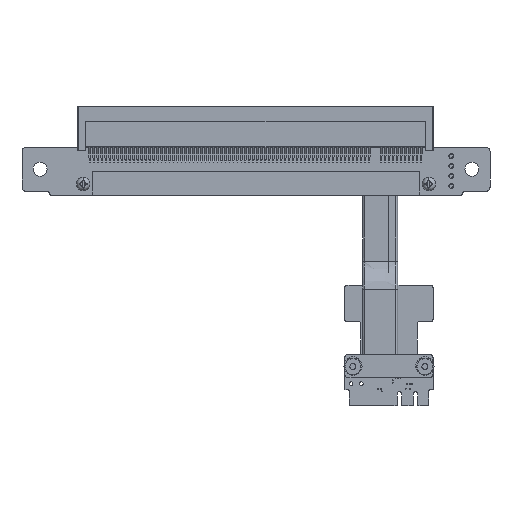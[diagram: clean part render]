
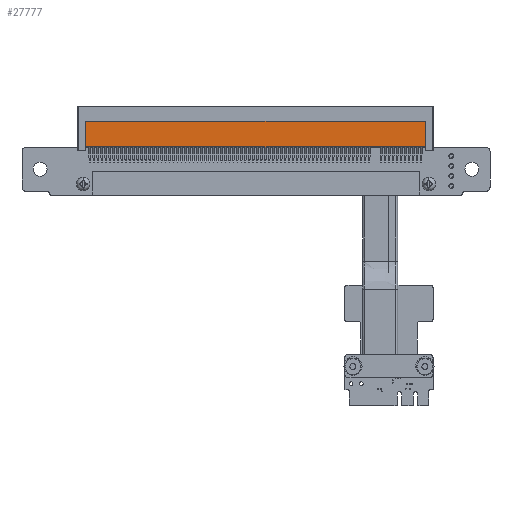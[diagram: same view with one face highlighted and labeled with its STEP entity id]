
A CAD part, top view. The second image highlights one B-rep face of the part: STEP entity #27777.
In plain terms, the highlighted planar face has unit normal (0, 0, 1).
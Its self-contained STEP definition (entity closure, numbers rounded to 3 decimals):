
#17107 = VERTEX_POINT('',#17108);
#17108 = CARTESIAN_POINT('',(37.838,-7.333,3.965));
#17114 = EDGE_CURVE('',#17107,#17115,#17117,.T.);
#17115 = VERTEX_POINT('',#17116);
#17116 = CARTESIAN_POINT('',(-47.162,-7.333,3.965));
#17117 = LINE('',#17118,#17119);
#17118 = CARTESIAN_POINT('',(31.028,-7.333,3.965));
#17119 = VECTOR('',#17120,1.);
#17120 = DIRECTION('',(-1.,0.,0.));
#27777 = ADVANCED_FACE('',(#27778),#27803,.F.);
#27778 = FACE_BOUND('',#27779,.T.);
#27779 = EDGE_LOOP('',(#27780,#27781,#27789,#27797));
#27780 = ORIENTED_EDGE('',*,*,#17114,.F.);
#27781 = ORIENTED_EDGE('',*,*,#27782,.F.);
#27782 = EDGE_CURVE('',#27783,#17107,#27785,.T.);
#27783 = VERTEX_POINT('',#27784);
#27784 = CARTESIAN_POINT('',(37.838,-0.883,3.965));
#27785 = LINE('',#27786,#27787);
#27786 = CARTESIAN_POINT('',(37.838,-0.883,3.965));
#27787 = VECTOR('',#27788,1.);
#27788 = DIRECTION('',(0.,-1.,0.));
#27789 = ORIENTED_EDGE('',*,*,#27790,.F.);
#27790 = EDGE_CURVE('',#27791,#27783,#27793,.T.);
#27791 = VERTEX_POINT('',#27792);
#27792 = CARTESIAN_POINT('',(-47.162,-0.883,3.965));
#27793 = LINE('',#27794,#27795);
#27794 = CARTESIAN_POINT('',(-47.162,-0.883,3.965));
#27795 = VECTOR('',#27796,1.);
#27796 = DIRECTION('',(1.,0.,0.));
#27797 = ORIENTED_EDGE('',*,*,#27798,.F.);
#27798 = EDGE_CURVE('',#17115,#27791,#27799,.T.);
#27799 = LINE('',#27800,#27801);
#27800 = CARTESIAN_POINT('',(-47.162,-0.883,3.965));
#27801 = VECTOR('',#27802,1.);
#27802 = DIRECTION('',(0.,1.,0.));
#27803 = PLANE('',#27804);
#27804 = AXIS2_PLACEMENT_3D('',#27805,#27806,#27807);
#27805 = CARTESIAN_POINT('',(-47.162,-0.883,3.965));
#27806 = DIRECTION('',(0.,0.,-1.));
#27807 = DIRECTION('',(-1.,0.,0.));
